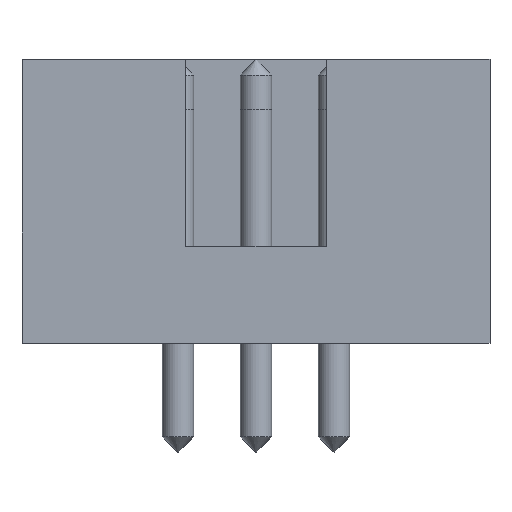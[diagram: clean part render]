
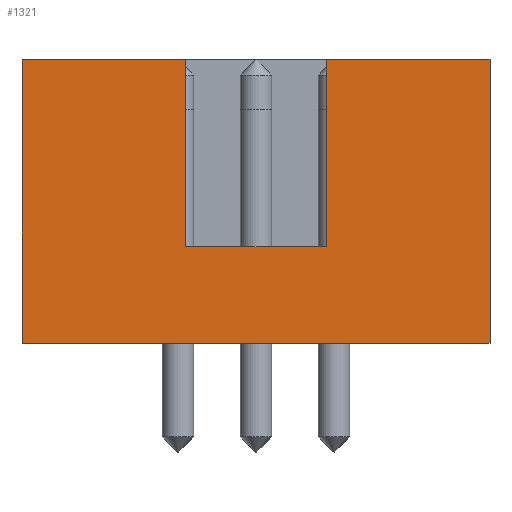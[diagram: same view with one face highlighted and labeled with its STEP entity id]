
A CAD part, front view. The second image highlights one B-rep face of the part: STEP entity #1321.
In plain terms, the highlighted planar face has unit normal (0, -1, 0).
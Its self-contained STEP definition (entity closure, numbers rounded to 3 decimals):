
#99=PLANE('',#1478);
#201=FACE_OUTER_BOUND('',#293,.T.);
#293=EDGE_LOOP('',(#1097,#1098,#1099,#1100,#1101,#1102,#1103,#1104));
#421=LINE('',#2094,#537);
#454=LINE('',#2160,#570);
#458=LINE('',#2168,#574);
#461=LINE('',#2174,#577);
#464=LINE('',#2180,#580);
#468=LINE('',#2187,#584);
#473=LINE('',#2195,#589);
#474=LINE('',#2196,#590);
#537=VECTOR('',#1718,10.);
#570=VECTOR('',#1769,10.);
#574=VECTOR('',#1775,10.);
#577=VECTOR('',#1780,10.);
#580=VECTOR('',#1785,10.);
#584=VECTOR('',#1789,10.);
#589=VECTOR('',#1796,10.);
#590=VECTOR('',#1797,10.);
#668=VERTEX_POINT('',#2091);
#669=VERTEX_POINT('',#2093);
#692=VERTEX_POINT('',#2158);
#693=VERTEX_POINT('',#2159);
#696=VERTEX_POINT('',#2167);
#698=VERTEX_POINT('',#2173);
#700=VERTEX_POINT('',#2179);
#703=VERTEX_POINT('',#2185);
#801=EDGE_CURVE('',#668,#669,#421,.T.);
#834=EDGE_CURVE('',#692,#693,#454,.T.);
#838=EDGE_CURVE('',#696,#692,#458,.T.);
#841=EDGE_CURVE('',#698,#696,#461,.T.);
#844=EDGE_CURVE('',#698,#700,#464,.T.);
#848=EDGE_CURVE('',#703,#693,#468,.T.);
#853=EDGE_CURVE('',#669,#703,#473,.T.);
#854=EDGE_CURVE('',#668,#700,#474,.T.);
#1097=ORIENTED_EDGE('',*,*,#841,.T.);
#1098=ORIENTED_EDGE('',*,*,#838,.T.);
#1099=ORIENTED_EDGE('',*,*,#834,.T.);
#1100=ORIENTED_EDGE('',*,*,#848,.F.);
#1101=ORIENTED_EDGE('',*,*,#853,.F.);
#1102=ORIENTED_EDGE('',*,*,#801,.F.);
#1103=ORIENTED_EDGE('',*,*,#854,.T.);
#1104=ORIENTED_EDGE('',*,*,#844,.F.);
#1321=ADVANCED_FACE('',(#201),#99,.T.);
#1478=AXIS2_PLACEMENT_3D('',#2194,#1794,#1795);
#1718=DIRECTION('',(-1.,0.,0.));
#1769=DIRECTION('',(0.,0.,1.));
#1775=DIRECTION('',(-1.,0.,0.));
#1780=DIRECTION('',(0.,0.,-1.));
#1785=DIRECTION('',(1.,0.,0.));
#1789=DIRECTION('',(1.,0.,0.));
#1794=DIRECTION('center_axis',(0.,-1.,0.));
#1795=DIRECTION('ref_axis',(1.,0.,0.));
#1796=DIRECTION('',(0.,0.,1.));
#1797=DIRECTION('',(0.,0.,1.));
#2091=CARTESIAN_POINT('',(15.5,2.675,0.));
#2093=CARTESIAN_POINT('',(0.5,2.675,0.));
#2094=CARTESIAN_POINT('',(15.5,2.675,0.));
#2158=CARTESIAN_POINT('',(5.75,2.675,3.1));
#2159=CARTESIAN_POINT('',(5.75,2.675,9.1));
#2160=CARTESIAN_POINT('',(5.75,2.675,1.55));
#2167=CARTESIAN_POINT('',(10.25,2.675,3.1));
#2168=CARTESIAN_POINT('',(5.375,2.675,3.1));
#2173=CARTESIAN_POINT('',(10.25,2.675,9.1));
#2174=CARTESIAN_POINT('',(10.25,2.675,4.55));
#2179=CARTESIAN_POINT('',(15.5,2.675,9.1));
#2180=CARTESIAN_POINT('',(15.5,2.675,9.1));
#2185=CARTESIAN_POINT('',(0.5,2.675,9.1));
#2187=CARTESIAN_POINT('',(15.5,2.675,9.1));
#2194=CARTESIAN_POINT('Origin',(0.5,2.675,0.));
#2195=CARTESIAN_POINT('',(0.5,2.675,0.));
#2196=CARTESIAN_POINT('',(15.5,2.675,0.));
